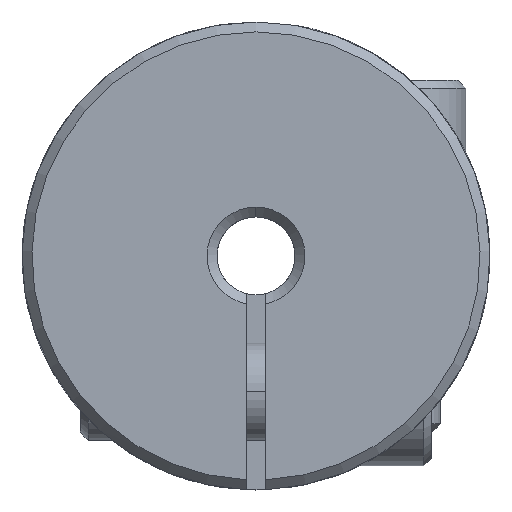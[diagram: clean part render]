
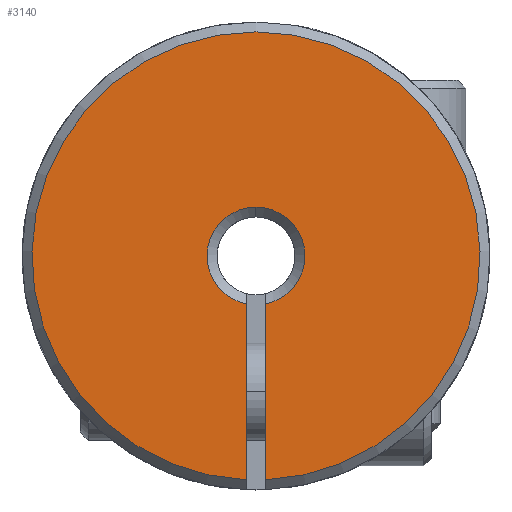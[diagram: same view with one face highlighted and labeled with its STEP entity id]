
A CAD part, left-side view. The second image highlights one B-rep face of the part: STEP entity #3140.
In plain terms, the highlighted planar face has unit normal (-1, 0, 0).
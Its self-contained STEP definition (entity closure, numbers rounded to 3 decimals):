
#33 = AXIS2_PLACEMENT_3D ( 'NONE', #4952, #5011, #5012 ) ;
#34 = AXIS2_PLACEMENT_3D ( 'NONE', #206, #211, #212 ) ;
#108 = AXIS2_PLACEMENT_3D ( 'NONE', #444, #451, #452 ) ;
#197 = CARTESIAN_POINT ( 'NONE',  ( -11.75, 0.25, -6. ) ) ;
#198 = DIRECTION ( 'NONE',  ( 0., 0., 1. ) ) ;
#206 = CARTESIAN_POINT ( 'NONE',  ( -11.75, 0., 0. ) ) ;
#211 = DIRECTION ( 'NONE',  ( -1., 0., 0. ) ) ;
#212 = DIRECTION ( 'NONE',  ( 0., 0., -1. ) ) ;
#213 = CARTESIAN_POINT ( 'NONE',  ( -11.75, -0.25, -6. ) ) ;
#214 = DIRECTION ( 'NONE',  ( 0., 0., 1. ) ) ;
#444 = CARTESIAN_POINT ( 'NONE',  ( -11.75, 0., 0. ) ) ;
#448 = PLANE ( 'NONE',  #108 ) ;
#451 = DIRECTION ( 'NONE',  ( 1., 0., 0. ) ) ;
#452 = DIRECTION ( 'NONE',  ( 0., 0., -1. ) ) ;
#724 = FACE_OUTER_BOUND ( 'NONE', #2212, .T. ) ;
#1323 = VERTEX_POINT ( 'NONE', #1577 ) ;
#1324 = VERTEX_POINT ( 'NONE', #1578 ) ;
#1366 = VERTEX_POINT ( 'NONE', #1620 ) ;
#1367 = VERTEX_POINT ( 'NONE', #1621 ) ;
#1368 = VERTEX_POINT ( 'NONE', #1622 ) ;
#1577 = CARTESIAN_POINT ( 'NONE',  ( -11.75, 0., 1.254 ) ) ;
#1578 = CARTESIAN_POINT ( 'NONE',  ( -11.75, 0.25, -1.229 ) ) ;
#1620 = CARTESIAN_POINT ( 'NONE',  ( -11.75, -0.25, -5.741 ) ) ;
#1621 = CARTESIAN_POINT ( 'NONE',  ( -11.75, -0.25, -1.229 ) ) ;
#1622 = CARTESIAN_POINT ( 'NONE',  ( -11.75, 0.25, -5.741 ) ) ;
#2032 = EDGE_CURVE ( 'NONE', #1324, #1323, #5082, .T. ) ;
#2105 = EDGE_CURVE ( 'NONE', #1323, #1367, #5176, .T. ) ;
#2110 = EDGE_CURVE ( 'NONE', #1368, #1324, #5175, .T. ) ;
#2115 = EDGE_CURVE ( 'NONE', #1366, #1368, #5191, .T. ) ;
#2116 = EDGE_CURVE ( 'NONE', #1366, #1367, #5189, .T. ) ;
#2212 = EDGE_LOOP ( 'NONE', ( #2937, #2938, #2939, #2940, #2941 ) ) ;
#2786 = AXIS2_PLACEMENT_3D ( 'NONE', #4723, #4730, #4731 ) ;
#2937 = ORIENTED_EDGE ( 'NONE', *, *, #2116, .F. ) ;
#2938 = ORIENTED_EDGE ( 'NONE', *, *, #2115, .T. ) ;
#2939 = ORIENTED_EDGE ( 'NONE', *, *, #2110, .T. ) ;
#2940 = ORIENTED_EDGE ( 'NONE', *, *, #2032, .T. ) ;
#2941 = ORIENTED_EDGE ( 'NONE', *, *, #2105, .T. ) ;
#3140 = ADVANCED_FACE ( 'NONE', ( #724 ), #448, .F. ) ;
#4723 = CARTESIAN_POINT ( 'NONE',  ( -11.75, 0., 0. ) ) ;
#4730 = DIRECTION ( 'NONE',  ( 1., 0., 0. ) ) ;
#4731 = DIRECTION ( 'NONE',  ( 0., 0., -1. ) ) ;
#4952 = CARTESIAN_POINT ( 'NONE',  ( -11.75, 0., 0. ) ) ;
#5011 = DIRECTION ( 'NONE',  ( 1., 0., 0. ) ) ;
#5012 = DIRECTION ( 'NONE',  ( 0., 0., -1. ) ) ;
#5082 = CIRCLE ( 'NONE', #2786, 1.254 ) ;
#5175 = LINE ( 'NONE', #197, #5181 ) ;
#5176 = CIRCLE ( 'NONE', #33, 1.254 ) ;
#5181 = VECTOR ( 'NONE', #198, 1000. ) ;
#5189 = LINE ( 'NONE', #213, #5190 ) ;
#5190 = VECTOR ( 'NONE', #214, 1000. ) ;
#5191 = CIRCLE ( 'NONE', #34, 5.746 ) ;
